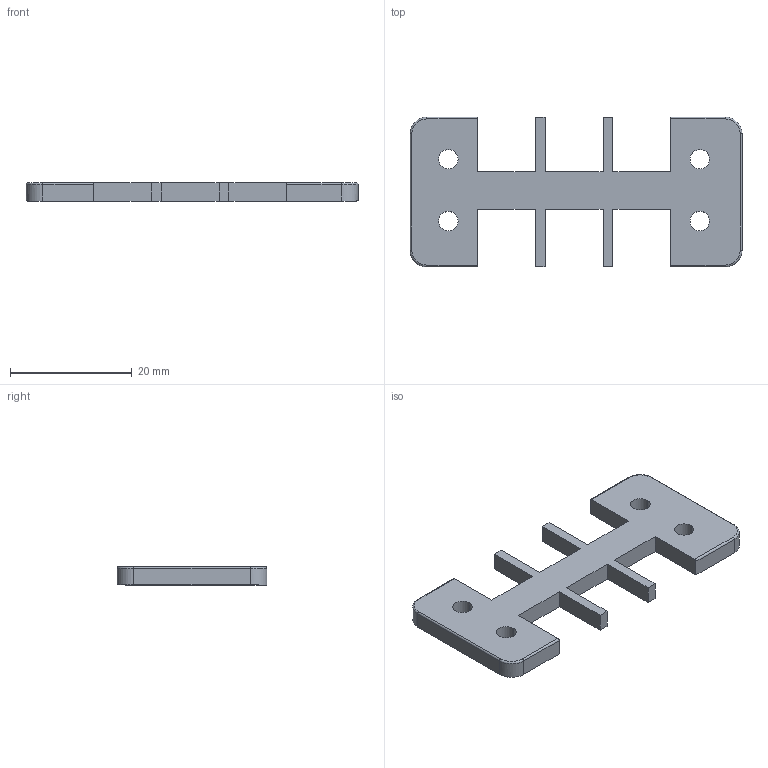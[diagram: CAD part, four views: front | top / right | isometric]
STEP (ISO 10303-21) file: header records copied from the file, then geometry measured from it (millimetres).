
FILE_DESCRIPTION (( 'STEP AP214' ), '1' );
FILE_NAME ('couvercle.STEP', '2023-04-18T20:22:41', ( '' ), ( '' ), 'SwSTEP 2.0', 'SolidWorks 2021', '' );
FILE_SCHEMA (( 'AUTOMOTIVE_DESIGN' ));
Length unit declared in the file: millimetre
Products named in the file (1): couvercle
Bounding box: 54.5 x 24.59 x 3 mm (x, y, z)
Volume: 2068.1 mm3; surface area: 2955.3 mm2
Topology: 1 solids, 2 shells, 88 faces, 244 edges, 160 vertices
Faces by surface type: plane 60, cylinder 24, torus 4
Entity records: 2846 total; most frequent: CARTESIAN_POINT 493, ORIENTED_EDGE 488, DIRECTION 476, EDGE_CURVE 244, LINE 190, VECTOR 190, VERTEX_POINT 160, AXIS2_PLACEMENT_3D 143
